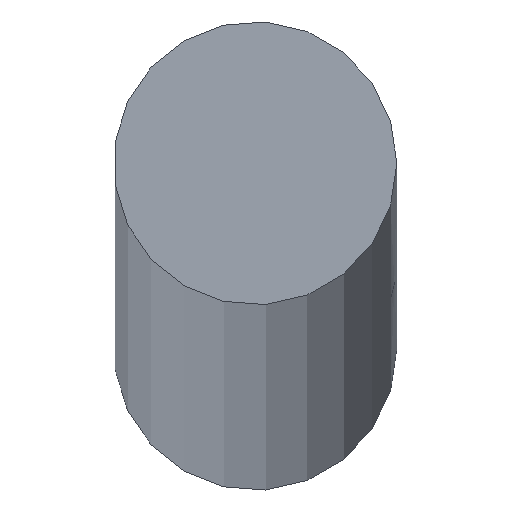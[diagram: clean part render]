
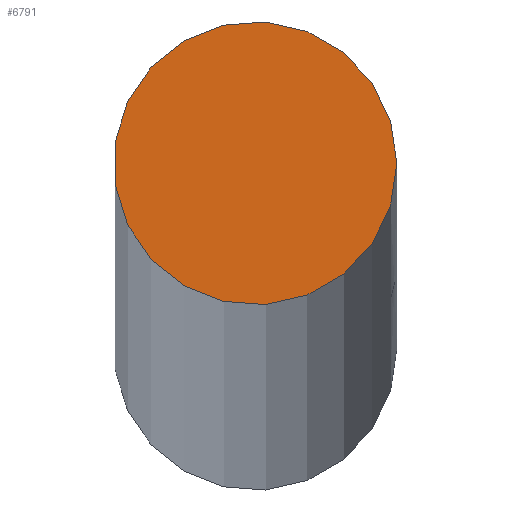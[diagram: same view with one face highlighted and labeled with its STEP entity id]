
A CAD part, top view. The second image highlights one B-rep face of the part: STEP entity #6791.
In plain terms, the highlighted planar face has unit normal (0, 0, 1).
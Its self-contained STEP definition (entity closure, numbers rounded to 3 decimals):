
#380 = VERTEX_POINT ( 'NONE', #1490 ) ;
#665 = DIRECTION ( 'NONE',  ( 0., 0., 1. ) ) ;
#1018 = AXIS2_PLACEMENT_3D ( 'NONE', #10739, #3771, #1508 ) ;
#1490 = CARTESIAN_POINT ( 'NONE',  ( 8., 0., 3000. ) ) ;
#1508 = DIRECTION ( 'NONE',  ( 1., 0., 0. ) ) ;
#1556 = PLANE ( 'NONE',  #1018 ) ;
#3771 = DIRECTION ( 'NONE',  ( 0., 0., 1. ) ) ;
#5226 = AXIS2_PLACEMENT_3D ( 'NONE', #5360, #665, #9778 ) ;
#5360 = CARTESIAN_POINT ( 'NONE',  ( 0., 0., 3000. ) ) ;
#5532 = CIRCLE ( 'NONE', #5226, 8. ) ;
#6791 = ADVANCED_FACE ( 'NONE', ( #6915 ), #1556, .T. ) ;
#6915 = FACE_OUTER_BOUND ( 'NONE', #12883, .T. ) ;
#7457 = ORIENTED_EDGE ( 'NONE', *, *, #9401, .T. ) ;
#9401 = EDGE_CURVE ( 'NONE', #380, #380, #5532, .T. ) ;
#9778 = DIRECTION ( 'NONE',  ( 1., 0., 0. ) ) ;
#10739 = CARTESIAN_POINT ( 'NONE',  ( 0., 0., 3000. ) ) ;
#12883 = EDGE_LOOP ( 'NONE', ( #7457 ) ) ;
